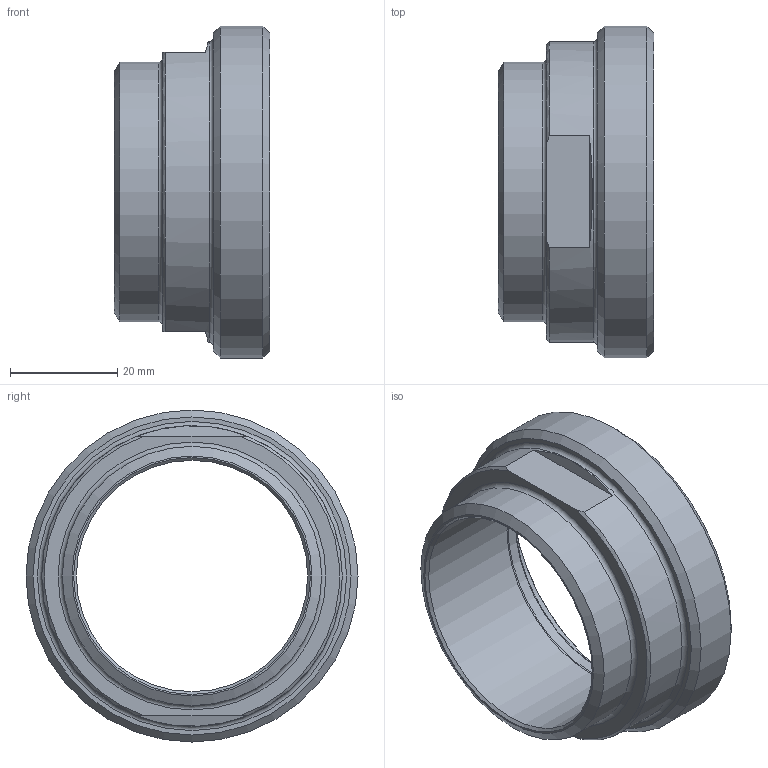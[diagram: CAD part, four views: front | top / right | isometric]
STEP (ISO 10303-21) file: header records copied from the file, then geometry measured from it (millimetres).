
FILE_DESCRIPTION(/* description */ (''),/* implementation_level */ '2;1');
FILE_NAME(/* name */ '3D_R134-SG-48.3_171011530.stp',/* time_stamp */ '2021-06-16T13:23:00+02:00',/* author */ ('cad'),/* organization */ (''),/* preprocessor_version */ 'ST-DEVELOPER v18.1',/* originating_system */ 'Autodesk Inventor 2022',/* authorisation */ '');
FILE_SCHEMA (('AUTOMOTIVE_DESIGN { 1 0 10303 214 3 1 1 }'));
Length unit declared in the file: millimetre
Products named in the file (1): 3D_R134-SG-48.3_171011530
Bounding box: 29 x 61.85 x 61.85 mm (x, y, z)
Volume: 23870.9 mm3; surface area: 11369.2 mm2
Topology: 1 solids, 1 shells, 27 faces, 63 edges, 41 vertices
Faces by surface type: plane 9, cone 9, cylinder 5, torus 4
Full cylindrical faces by diameter (mm): 43.1 x1, 43.3 x1, 48.3 x1, 56 x1, 61.85 x1
Entity records: 833 total; most frequent: DIRECTION 154, CARTESIAN_POINT 140, ORIENTED_EDGE 126, AXIS2_PLACEMENT_3D 67, EDGE_CURVE 63, VERTEX_POINT 41, CIRCLE 37, EDGE_LOOP 32
